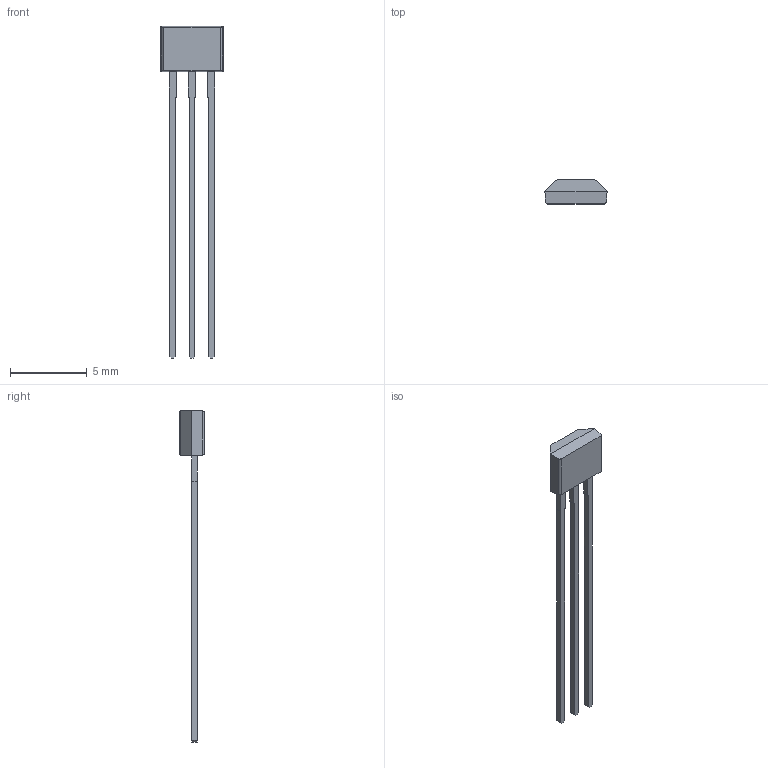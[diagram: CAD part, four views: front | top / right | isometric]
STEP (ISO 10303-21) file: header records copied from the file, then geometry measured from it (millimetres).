
FILE_DESCRIPTION(/* description */ (''),/* implementation_level */ '2;1');
FILE_NAME(/* name */ 'TO-92F~2',/* time_stamp */ '2022-02-13T16:33:13+01:00',/* author */ (''),/* organization */ (''),/* preprocessor_version */ 'ST-DEVELOPER v16.5',/* originating_system */ '',/* authorisation */ '');
FILE_SCHEMA (('AUTOMOTIVE_DESIGN'));
Length unit declared in the file: millimetre
Products named in the file (1): Document
Bounding box: 4.06 x 1.57 x 21.67 mm (x, y, z)
Volume: 16.8 mm3; surface area: 127.3 mm2
Topology: 1 solids, 4 shells, 47 faces, 122 edges, 80 vertices
Faces by surface type: plane 43, bspline 4
Entity records: 1414 total; most frequent: CARTESIAN_POINT 516, ORIENTED_EDGE 232, EDGE_CURVE 122, B_SPLINE_CURVE_WITH_KNOTS 122, VERTEX_POINT 80, DIRECTION 49, ADVANCED_FACE 47, FACE_OUTER_BOUND 47
